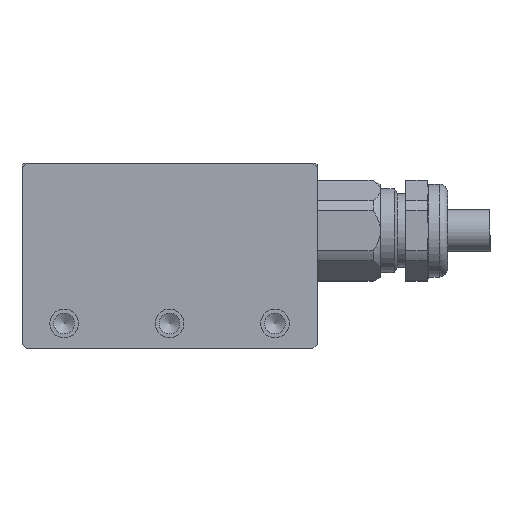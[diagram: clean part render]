
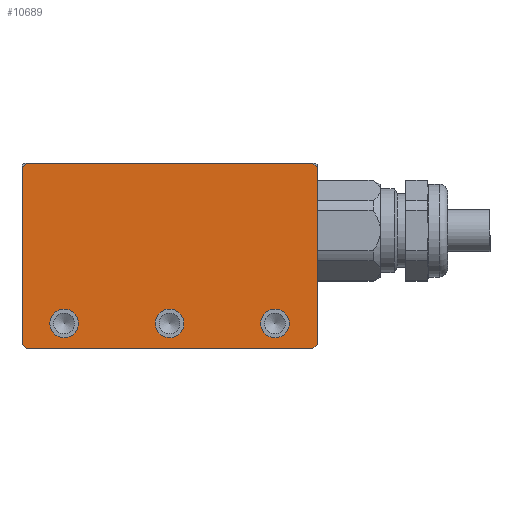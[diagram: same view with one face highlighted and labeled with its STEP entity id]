
A CAD part, left-side view. The second image highlights one B-rep face of the part: STEP entity #10689.
In plain terms, the highlighted planar face has unit normal (-1, 0, 0).
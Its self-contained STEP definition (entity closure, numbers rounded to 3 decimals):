
#706=LINE('',#14239,#1624);
#761=LINE('',#14399,#1679);
#765=LINE('',#14407,#1683);
#768=LINE('',#14413,#1686);
#769=LINE('',#14415,#1687);
#770=LINE('',#14417,#1688);
#771=LINE('',#14418,#1689);
#772=LINE('',#14419,#1690);
#1624=VECTOR('',#12126,21.);
#1679=VECTOR('',#12275,0.707);
#1683=VECTOR('',#12281,0.707);
#1686=VECTOR('',#12286,21.);
#1687=VECTOR('',#12287,0.707);
#1688=VECTOR('',#12288,34.);
#1689=VECTOR('',#12289,0.707);
#1690=VECTOR('',#12290,34.);
#2567=PLANE('',#11375);
#2874=FACE_BOUND('',#3707,.T.);
#2875=FACE_BOUND('',#3708,.T.);
#2876=FACE_BOUND('',#3709,.T.);
#3077=FACE_OUTER_BOUND('',#3706,.T.);
#3706=EDGE_LOOP('',(#7416,#7417,#7418,#7419,#7420,#7421,#7422,#7423));
#3707=EDGE_LOOP('',(#7424));
#3708=EDGE_LOOP('',(#7425));
#3709=EDGE_LOOP('',(#7426));
#4384=CIRCLE('',#11366,1.7);
#4386=CIRCLE('',#11369,1.7);
#4388=CIRCLE('',#11372,1.7);
#4553=VERTEX_POINT('',#14236);
#4554=VERTEX_POINT('',#14238);
#4606=VERTEX_POINT('',#14384);
#4608=VERTEX_POINT('',#14389);
#4610=VERTEX_POINT('',#14394);
#4611=VERTEX_POINT('',#14397);
#4612=VERTEX_POINT('',#14398);
#4615=VERTEX_POINT('',#14406);
#4617=VERTEX_POINT('',#14412);
#4618=VERTEX_POINT('',#14414);
#4619=VERTEX_POINT('',#14416);
#5623=EDGE_CURVE('',#4553,#4554,#706,.T.);
#5692=EDGE_CURVE('',#4606,#4606,#4384,.T.);
#5694=EDGE_CURVE('',#4608,#4608,#4386,.T.);
#5696=EDGE_CURVE('',#4610,#4610,#4388,.T.);
#5697=EDGE_CURVE('',#4611,#4612,#761,.T.);
#5701=EDGE_CURVE('',#4615,#4553,#765,.T.);
#5704=EDGE_CURVE('',#4617,#4611,#768,.T.);
#5705=EDGE_CURVE('',#4618,#4617,#769,.T.);
#5706=EDGE_CURVE('',#4619,#4618,#770,.T.);
#5707=EDGE_CURVE('',#4554,#4619,#771,.T.);
#5708=EDGE_CURVE('',#4612,#4615,#772,.T.);
#7416=ORIENTED_EDGE('',*,*,#5697,.F.);
#7417=ORIENTED_EDGE('',*,*,#5704,.F.);
#7418=ORIENTED_EDGE('',*,*,#5705,.F.);
#7419=ORIENTED_EDGE('',*,*,#5706,.F.);
#7420=ORIENTED_EDGE('',*,*,#5707,.F.);
#7421=ORIENTED_EDGE('',*,*,#5623,.F.);
#7422=ORIENTED_EDGE('',*,*,#5701,.F.);
#7423=ORIENTED_EDGE('',*,*,#5708,.F.);
#7424=ORIENTED_EDGE('',*,*,#5692,.T.);
#7425=ORIENTED_EDGE('',*,*,#5694,.T.);
#7426=ORIENTED_EDGE('',*,*,#5696,.T.);
#10689=ADVANCED_FACE('',(#3077,#2874,#2875,#2876),#2567,.T.);
#11366=AXIS2_PLACEMENT_3D('',#14385,#12259,#12260);
#11369=AXIS2_PLACEMENT_3D('',#14390,#12265,#12266);
#11372=AXIS2_PLACEMENT_3D('',#14395,#12271,#12272);
#11375=AXIS2_PLACEMENT_3D('',#14411,#12284,#12285);
#12126=DIRECTION('',(0.,0.,-1.));
#12259=DIRECTION('center_axis',(1.,0.,0.));
#12260=DIRECTION('ref_axis',(0.,-1.,0.));
#12265=DIRECTION('center_axis',(1.,0.,0.));
#12266=DIRECTION('ref_axis',(0.,-1.,0.));
#12271=DIRECTION('center_axis',(1.,0.,0.));
#12272=DIRECTION('ref_axis',(0.,-1.,0.));
#12275=DIRECTION('',(0.,-0.707,0.707));
#12281=DIRECTION('',(0.,-0.707,-0.707));
#12284=DIRECTION('center_axis',(-1.,0.,0.));
#12285=DIRECTION('ref_axis',(0.,-1.,0.));
#12286=DIRECTION('',(0.,0.,1.));
#12287=DIRECTION('',(0.,0.707,0.707));
#12288=DIRECTION('',(0.,1.,0.));
#12289=DIRECTION('',(0.,0.707,-0.707));
#12290=DIRECTION('',(0.,-1.,0.));
#14236=CARTESIAN_POINT('',(-131.,-17.5,21.5));
#14238=CARTESIAN_POINT('',(-131.,-17.5,0.5));
#14239=CARTESIAN_POINT('',(-131.,-17.5,22.));
#14384=CARTESIAN_POINT('',(-131.,-1.7,3.));
#14385=CARTESIAN_POINT('Origin',(-131.,0.,3.));
#14389=CARTESIAN_POINT('',(-131.,-14.2,3.));
#14390=CARTESIAN_POINT('Origin',(-131.,-12.5,3.));
#14394=CARTESIAN_POINT('',(-131.,10.8,3.));
#14395=CARTESIAN_POINT('Origin',(-131.,12.5,3.));
#14397=CARTESIAN_POINT('',(-131.,17.5,21.5));
#14398=CARTESIAN_POINT('',(-131.,17.,22.));
#14399=CARTESIAN_POINT('',(-131.,15.625,23.375));
#14406=CARTESIAN_POINT('',(-131.,-17.,22.));
#14407=CARTESIAN_POINT('',(-131.,-15.625,23.375));
#14411=CARTESIAN_POINT('Origin',(-131.,0.,11.));
#14412=CARTESIAN_POINT('',(-131.,17.5,0.5));
#14413=CARTESIAN_POINT('',(-131.,17.5,0.));
#14414=CARTESIAN_POINT('',(-131.,17.,0.));
#14415=CARTESIAN_POINT('',(-131.,15.625,-1.375));
#14416=CARTESIAN_POINT('',(-131.,-17.,0.));
#14417=CARTESIAN_POINT('',(-131.,-17.5,0.));
#14418=CARTESIAN_POINT('',(-131.,-15.625,-1.375));
#14419=CARTESIAN_POINT('',(-131.,17.5,22.));
